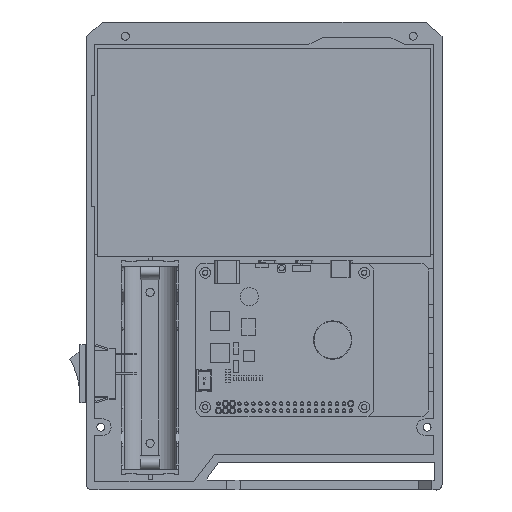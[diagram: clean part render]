
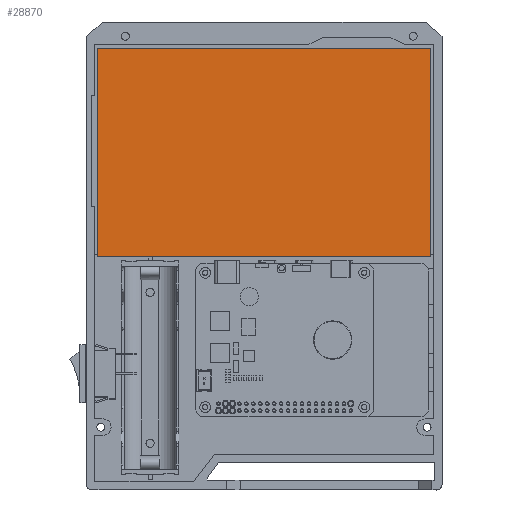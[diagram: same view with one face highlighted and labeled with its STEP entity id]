
A CAD part, top view. The second image highlights one B-rep face of the part: STEP entity #28870.
In plain terms, the highlighted planar face has unit normal (0, 0, 1).
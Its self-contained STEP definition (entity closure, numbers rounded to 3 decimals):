
#3264=FACE_OUTER_BOUND('',#5075,.T.);
#5075=EDGE_LOOP('',(#23699,#23700,#23701,#23702));
#7657=LINE('',#51532,#10682);
#7660=LINE('',#51538,#10685);
#7663=LINE('',#51544,#10688);
#7666=LINE('',#51548,#10691);
#10682=VECTOR('',#35726,10.);
#10685=VECTOR('',#35731,10.);
#10688=VECTOR('',#35736,10.);
#10691=VECTOR('',#35741,10.);
#13560=VERTEX_POINT('',#51529);
#13561=VERTEX_POINT('',#51531);
#13563=VERTEX_POINT('',#51537);
#13565=VERTEX_POINT('',#51543);
#17101=EDGE_CURVE('',#13561,#13560,#7657,.T.);
#17104=EDGE_CURVE('',#13563,#13561,#7660,.T.);
#17107=EDGE_CURVE('',#13565,#13563,#7663,.T.);
#17110=EDGE_CURVE('',#13560,#13565,#7666,.T.);
#23699=ORIENTED_EDGE('',*,*,#17110,.T.);
#23700=ORIENTED_EDGE('',*,*,#17107,.T.);
#23701=ORIENTED_EDGE('',*,*,#17104,.T.);
#23702=ORIENTED_EDGE('',*,*,#17101,.T.);
#27461=PLANE('',#30680);
#28870=ADVANCED_FACE('',(#3264),#27461,.T.);
#30680=AXIS2_PLACEMENT_3D('',#51549,#35742,#35743);
#35726=DIRECTION('',(-1.,0.,0.));
#35731=DIRECTION('',(0.,1.,0.));
#35736=DIRECTION('',(1.,0.,0.));
#35741=DIRECTION('',(0.,-1.,0.));
#35742=DIRECTION('center_axis',(0.,0.,1.));
#35743=DIRECTION('ref_axis',(1.,0.,0.));
#51529=CARTESIAN_POINT('',(0.,76.,0.2));
#51531=CARTESIAN_POINT('',(121.5,76.,0.2));
#51532=CARTESIAN_POINT('',(121.5,76.,0.2));
#51537=CARTESIAN_POINT('',(121.5,0.,0.2));
#51538=CARTESIAN_POINT('',(121.5,0.,0.2));
#51543=CARTESIAN_POINT('',(0.,0.,0.2));
#51544=CARTESIAN_POINT('',(0.,0.,0.2));
#51548=CARTESIAN_POINT('',(0.,76.,0.2));
#51549=CARTESIAN_POINT('Origin',(60.75,38.,0.2));
